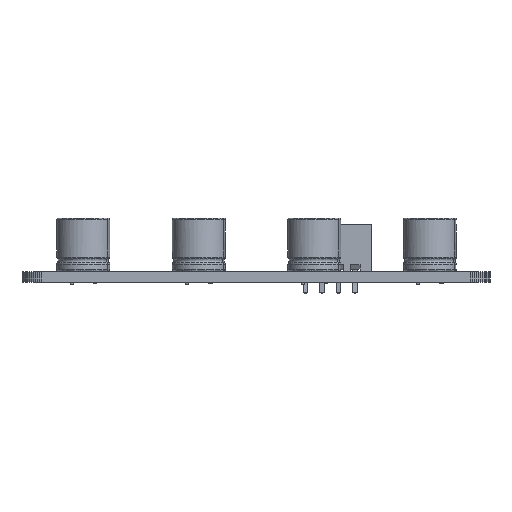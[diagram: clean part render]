
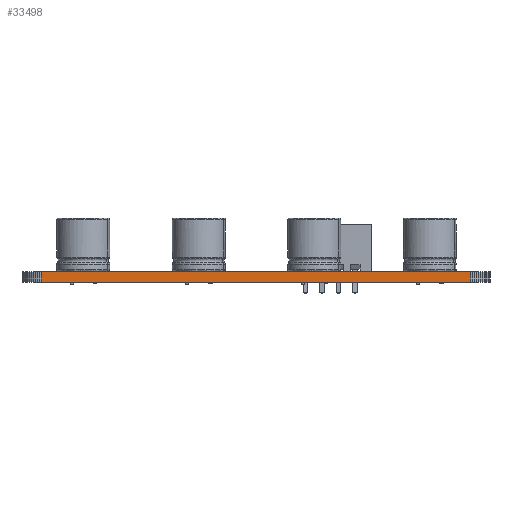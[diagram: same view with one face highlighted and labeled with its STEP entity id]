
A CAD part, left-side view. The second image highlights one B-rep face of the part: STEP entity #33498.
In plain terms, the highlighted planar face has unit normal (-1, 0, 0).
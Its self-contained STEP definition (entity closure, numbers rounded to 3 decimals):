
#15062 = PLANE('',#15063);
#15063 = AXIS2_PLACEMENT_3D('',#15064,#15065,#15066);
#15064 = CARTESIAN_POINT('',(74.349,-111.716,1.6));
#15065 = DIRECTION('',(-0.,-0.,-1.));
#15066 = DIRECTION('',(-1.,0.,0.));
#15116 = PLANE('',#15117);
#15117 = AXIS2_PLACEMENT_3D('',#15118,#15119,#15120);
#15118 = CARTESIAN_POINT('',(74.349,-111.716,0.));
#15119 = DIRECTION('',(-0.,-0.,-1.));
#15120 = DIRECTION('',(-1.,0.,0.));
#21273 = VERTEX_POINT('',#21274);
#21274 = CARTESIAN_POINT('',(48.825,-144.004,0.));
#21288 = PLANE('',#21289);
#21289 = AXIS2_PLACEMENT_3D('',#21290,#21291,#21292);
#21290 = CARTESIAN_POINT('',(48.844,-144.339,0.));
#21291 = DIRECTION('',(-0.998,-0.056,0.));
#21292 = DIRECTION('',(-0.056,0.998,0.));
#21300 = EDGE_CURVE('',#21273,#21301,#21303,.T.);
#21301 = VERTEX_POINT('',#21302);
#21302 = CARTESIAN_POINT('',(48.825,-79.429,0.));
#21303 = SURFACE_CURVE('',#21304,(#21308,#21315),.PCURVE_S1.);
#21304 = LINE('',#21305,#21306);
#21305 = CARTESIAN_POINT('',(48.825,-144.004,0.));
#21306 = VECTOR('',#21307,1.);
#21307 = DIRECTION('',(0.,1.,0.));
#21308 = PCURVE('',#15116,#21309);
#21309 = DEFINITIONAL_REPRESENTATION('',(#21310),#21314);
#21310 = LINE('',#21311,#21312);
#21311 = CARTESIAN_POINT('',(25.524,-32.287));
#21312 = VECTOR('',#21313,1.);
#21313 = DIRECTION('',(0.,1.));
#21314 = ( GEOMETRIC_REPRESENTATION_CONTEXT(2) 
PARAMETRIC_REPRESENTATION_CONTEXT() REPRESENTATION_CONTEXT('2D SPACE',''
  ) );
#21315 = PCURVE('',#21316,#21321);
#21316 = PLANE('',#21317);
#21317 = AXIS2_PLACEMENT_3D('',#21318,#21319,#21320);
#21318 = CARTESIAN_POINT('',(48.825,-144.004,0.));
#21319 = DIRECTION('',(-1.,0.,0.));
#21320 = DIRECTION('',(0.,1.,0.));
#21321 = DEFINITIONAL_REPRESENTATION('',(#21322),#21326);
#21322 = LINE('',#21323,#21324);
#21323 = CARTESIAN_POINT('',(0.,0.));
#21324 = VECTOR('',#21325,1.);
#21325 = DIRECTION('',(1.,0.));
#21326 = ( GEOMETRIC_REPRESENTATION_CONTEXT(2) 
PARAMETRIC_REPRESENTATION_CONTEXT() REPRESENTATION_CONTEXT('2D SPACE',''
  ) );
#21344 = PLANE('',#21345);
#21345 = AXIS2_PLACEMENT_3D('',#21346,#21347,#21348);
#21346 = CARTESIAN_POINT('',(48.825,-79.429,0.));
#21347 = DIRECTION('',(-0.998,0.056,0.));
#21348 = DIRECTION('',(0.056,0.998,0.));
#29673 = VERTEX_POINT('',#29674);
#29674 = CARTESIAN_POINT('',(48.825,-144.004,1.6));
#29695 = EDGE_CURVE('',#29673,#29696,#29698,.T.);
#29696 = VERTEX_POINT('',#29697);
#29697 = CARTESIAN_POINT('',(48.825,-79.429,1.6));
#29698 = SURFACE_CURVE('',#29699,(#29703,#29710),.PCURVE_S1.);
#29699 = LINE('',#29700,#29701);
#29700 = CARTESIAN_POINT('',(48.825,-144.004,1.6));
#29701 = VECTOR('',#29702,1.);
#29702 = DIRECTION('',(0.,1.,0.));
#29703 = PCURVE('',#15062,#29704);
#29704 = DEFINITIONAL_REPRESENTATION('',(#29705),#29709);
#29705 = LINE('',#29706,#29707);
#29706 = CARTESIAN_POINT('',(25.524,-32.287));
#29707 = VECTOR('',#29708,1.);
#29708 = DIRECTION('',(0.,1.));
#29709 = ( GEOMETRIC_REPRESENTATION_CONTEXT(2) 
PARAMETRIC_REPRESENTATION_CONTEXT() REPRESENTATION_CONTEXT('2D SPACE',''
  ) );
#29710 = PCURVE('',#21316,#29711);
#29711 = DEFINITIONAL_REPRESENTATION('',(#29712),#29716);
#29712 = LINE('',#29713,#29714);
#29713 = CARTESIAN_POINT('',(0.,-1.6));
#29714 = VECTOR('',#29715,1.);
#29715 = DIRECTION('',(1.,0.));
#29716 = ( GEOMETRIC_REPRESENTATION_CONTEXT(2) 
PARAMETRIC_REPRESENTATION_CONTEXT() REPRESENTATION_CONTEXT('2D SPACE',''
  ) );
#33448 = EDGE_CURVE('',#21301,#29696,#33449,.T.);
#33449 = SURFACE_CURVE('',#33450,(#33454,#33461),.PCURVE_S1.);
#33450 = LINE('',#33451,#33452);
#33451 = CARTESIAN_POINT('',(48.825,-79.429,0.));
#33452 = VECTOR('',#33453,1.);
#33453 = DIRECTION('',(0.,0.,1.));
#33454 = PCURVE('',#21344,#33455);
#33455 = DEFINITIONAL_REPRESENTATION('',(#33456),#33460);
#33456 = LINE('',#33457,#33458);
#33457 = CARTESIAN_POINT('',(0.,0.));
#33458 = VECTOR('',#33459,1.);
#33459 = DIRECTION('',(0.,-1.));
#33460 = ( GEOMETRIC_REPRESENTATION_CONTEXT(2) 
PARAMETRIC_REPRESENTATION_CONTEXT() REPRESENTATION_CONTEXT('2D SPACE',''
  ) );
#33461 = PCURVE('',#21316,#33462);
#33462 = DEFINITIONAL_REPRESENTATION('',(#33463),#33467);
#33463 = LINE('',#33464,#33465);
#33464 = CARTESIAN_POINT('',(64.575,0.));
#33465 = VECTOR('',#33466,1.);
#33466 = DIRECTION('',(0.,-1.));
#33467 = ( GEOMETRIC_REPRESENTATION_CONTEXT(2) 
PARAMETRIC_REPRESENTATION_CONTEXT() REPRESENTATION_CONTEXT('2D SPACE',''
  ) );
#33498 = ADVANCED_FACE('',(#33499),#21316,.T.);
#33499 = FACE_BOUND('',#33500,.T.);
#33500 = EDGE_LOOP('',(#33501,#33522,#33523,#33524));
#33501 = ORIENTED_EDGE('',*,*,#33502,.T.);
#33502 = EDGE_CURVE('',#21273,#29673,#33503,.T.);
#33503 = SURFACE_CURVE('',#33504,(#33508,#33515),.PCURVE_S1.);
#33504 = LINE('',#33505,#33506);
#33505 = CARTESIAN_POINT('',(48.825,-144.004,0.));
#33506 = VECTOR('',#33507,1.);
#33507 = DIRECTION('',(0.,0.,1.));
#33508 = PCURVE('',#21316,#33509);
#33509 = DEFINITIONAL_REPRESENTATION('',(#33510),#33514);
#33510 = LINE('',#33511,#33512);
#33511 = CARTESIAN_POINT('',(0.,0.));
#33512 = VECTOR('',#33513,1.);
#33513 = DIRECTION('',(0.,-1.));
#33514 = ( GEOMETRIC_REPRESENTATION_CONTEXT(2) 
PARAMETRIC_REPRESENTATION_CONTEXT() REPRESENTATION_CONTEXT('2D SPACE',''
  ) );
#33515 = PCURVE('',#21288,#33516);
#33516 = DEFINITIONAL_REPRESENTATION('',(#33517),#33521);
#33517 = LINE('',#33518,#33519);
#33518 = CARTESIAN_POINT('',(0.336,0.));
#33519 = VECTOR('',#33520,1.);
#33520 = DIRECTION('',(0.,-1.));
#33521 = ( GEOMETRIC_REPRESENTATION_CONTEXT(2) 
PARAMETRIC_REPRESENTATION_CONTEXT() REPRESENTATION_CONTEXT('2D SPACE',''
  ) );
#33522 = ORIENTED_EDGE('',*,*,#29695,.T.);
#33523 = ORIENTED_EDGE('',*,*,#33448,.F.);
#33524 = ORIENTED_EDGE('',*,*,#21300,.F.);
